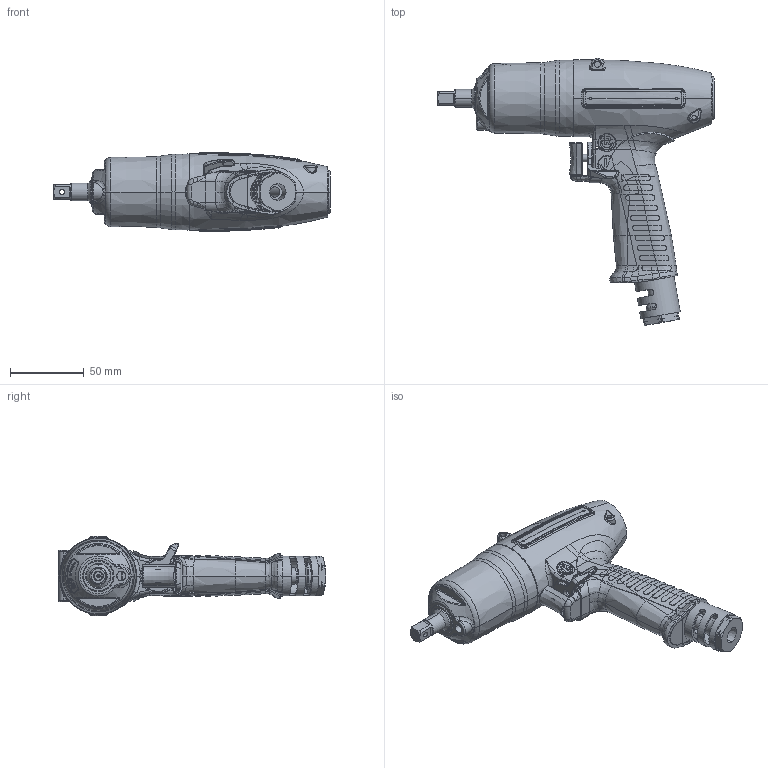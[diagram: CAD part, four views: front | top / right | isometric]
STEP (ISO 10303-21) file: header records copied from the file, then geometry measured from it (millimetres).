
FILE_DESCRIPTION((''),'2;1');
FILE_NAME('OBT-80PD_ASM','2019-02-20T',('Administrator'),(''),'PRO/ENGINEER BY PARAMETRIC TECHNOLOGY CORPORATION, 2010040','PRO/ENGINEER BY PARAMETRIC TECHNOLOGY CORPORATION, 2010040','');
FILE_SCHEMA(('CONFIG_CONTROL_DESIGN'));
Length unit declared in the file: millimetre
Products named in the file (16): 35240180220-BENTI_38_1; 35241810000_10_1; 35240110030_1_1; 35240620030_2_1; 35240730100_1_1; 35240720030_1_1; 25240690000_3_1; LV_3_1; 35240120030_9_1; 1_1_1; 35241380030_1_1; ASM0001_ASM_4_ASM_2_ASM; 70SHANGGAIJIAGONG_3; ZHUANZHOU2_2; ASM0001_ASM_ASM_1_ASM; OBT-80PD_ASM
Assembly tree (15 placements, depth 4):
  OBT-80PD_ASM
    ASM0001_ASM_ASM_1_ASM
      ASM0001_ASM_4_ASM_2_ASM
        35240180220-BENTI_38_1
        35241810000_10_1
        35240110030_1_1
        35240620030_2_1
        35240730100_1_1
        35240720030_1_1
        25240690000_3_1
        LV_3_1
        35240120030_9_1
        1_1_1
        35241380030_1_1
      70SHANGGAIJIAGONG_3
      ZHUANZHOU2_2
Bounding box: 187 x 180.93 x 54 mm (x, y, z)
Volume: 184193 mm3; surface area: 126804.8 mm2
Topology: 13 solids, 13 shells, 2464 faces, 6491 edges, 4076 vertices
Faces by surface type: bspline 968, cylinder 616, plane 417, torus 184, cone 160, extrusion 92, sphere 20, revolution 7
Entity records: 135839 total; most frequent: CARTESIAN_POINT 83642, ORIENTED_EDGE 12926, DIRECTION 7596, EDGE_CURVE 6463, VERTEX_POINT 4076, B_SPLINE_CURVE_WITH_KNOTS 3534, AXIS2_PLACEMENT_3D 3027, EDGE_LOOP 2591
